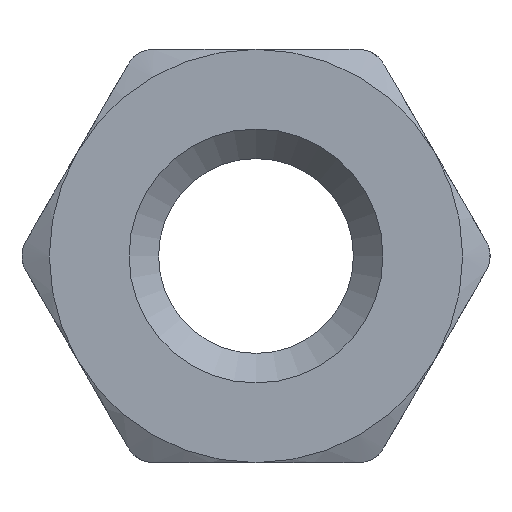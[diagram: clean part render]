
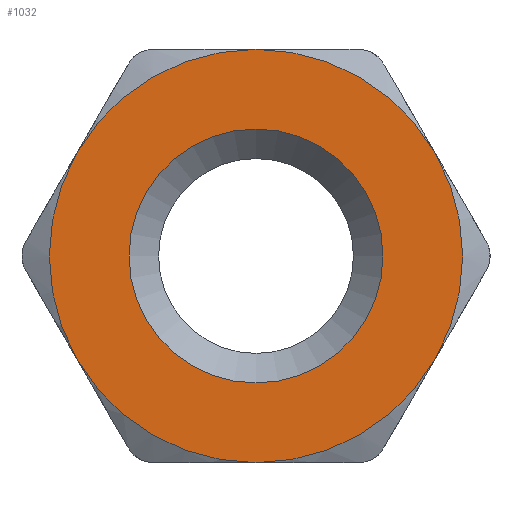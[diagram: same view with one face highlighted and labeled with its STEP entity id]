
A CAD part, front view. The second image highlights one B-rep face of the part: STEP entity #1032.
In plain terms, the highlighted planar face has unit normal (0, -1, 0).
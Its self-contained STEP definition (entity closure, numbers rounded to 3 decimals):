
#10 = CARTESIAN_POINT ( 'NONE',  ( 0., -1.6, 0. ) ) ;
#11 = CARTESIAN_POINT ( 'NONE',  ( 0., -1.6, 0. ) ) ;
#78 = ORIENTED_EDGE ( 'NONE', *, *, #1783, .T. ) ;
#127 = DIRECTION ( 'NONE',  ( 0., -1., 0. ) ) ;
#152 = CARTESIAN_POINT ( 'NONE',  ( 3.031, -1.6, 1.75 ) ) ;
#216 = EDGE_CURVE ( 'NONE', #615, #615, #617, .T. ) ;
#229 = ORIENTED_EDGE ( 'NONE', *, *, #216, .T. ) ;
#237 = DIRECTION ( 'NONE',  ( 0., -1., 0. ) ) ;
#271 = DIRECTION ( 'NONE',  ( 0., -1., 0. ) ) ;
#296 = FACE_BOUND ( 'NONE', #382, .T. ) ;
#331 = VERTEX_POINT ( 'NONE', #997 ) ;
#377 = CIRCLE ( 'NONE', #396, 3.5 ) ;
#382 = EDGE_LOOP ( 'NONE', ( #229 ) ) ;
#396 = AXIS2_PLACEMENT_3D ( 'NONE', #1561, #127, #489 ) ;
#439 = EDGE_CURVE ( 'NONE', #463, #458, #1365, .T. ) ;
#454 = CARTESIAN_POINT ( 'NONE',  ( -3.031, -1.6, -1.75 ) ) ;
#458 = VERTEX_POINT ( 'NONE', #1215 ) ;
#461 = EDGE_LOOP ( 'NONE', ( #1542, #1819, #579, #1825, #1172, #78 ) ) ;
#463 = VERTEX_POINT ( 'NONE', #454 ) ;
#489 = DIRECTION ( 'NONE',  ( 0., 0., 1. ) ) ;
#495 = AXIS2_PLACEMENT_3D ( 'NONE', #640, #237, #1991 ) ;
#508 = AXIS2_PLACEMENT_3D ( 'NONE', #1881, #1591, #610 ) ;
#569 = EDGE_CURVE ( 'NONE', #1466, #1497, #1196, .T. ) ;
#579 = ORIENTED_EDGE ( 'NONE', *, *, #960, .T. ) ;
#610 = DIRECTION ( 'NONE',  ( 0., 0., 1. ) ) ;
#615 = VERTEX_POINT ( 'NONE', #1951 ) ;
#617 = CIRCLE ( 'NONE', #1534, 2.15 ) ;
#640 = CARTESIAN_POINT ( 'NONE',  ( 0., -1.6, 0. ) ) ;
#652 = AXIS2_PLACEMENT_3D ( 'NONE', #1354, #1202, #720 ) ;
#663 = CIRCLE ( 'NONE', #495, 3.5 ) ;
#720 = DIRECTION ( 'NONE',  ( 0., 0., 1. ) ) ;
#729 = CARTESIAN_POINT ( 'NONE',  ( 0., -1.6, 0. ) ) ;
#744 = EDGE_CURVE ( 'NONE', #1497, #1437, #377, .T. ) ;
#769 = EDGE_CURVE ( 'NONE', #458, #331, #1589, .T. ) ;
#790 = CARTESIAN_POINT ( 'NONE',  ( -3.031, -1.6, 1.75 ) ) ;
#904 = DIRECTION ( 'NONE',  ( 0., -1., 0. ) ) ;
#960 = EDGE_CURVE ( 'NONE', #1437, #463, #663, .T. ) ;
#963 = DIRECTION ( 'NONE',  ( 0., 0., 1. ) ) ;
#969 = DIRECTION ( 'NONE',  ( 0., 0., 1. ) ) ;
#997 = CARTESIAN_POINT ( 'NONE',  ( 3.031, -1.6, -1.75 ) ) ;
#1032 = ADVANCED_FACE ( 'NONE', ( #296, #2034 ), #1050, .F. ) ;
#1050 = PLANE ( 'NONE',  #652 ) ;
#1070 = AXIS2_PLACEMENT_3D ( 'NONE', #1529, #904, #1861 ) ;
#1172 = ORIENTED_EDGE ( 'NONE', *, *, #769, .T. ) ;
#1196 = CIRCLE ( 'NONE', #1282, 3.5 ) ;
#1202 = DIRECTION ( 'NONE',  ( 0., 1., 0. ) ) ;
#1215 = CARTESIAN_POINT ( 'NONE',  ( 0., -1.6, -3.5 ) ) ;
#1282 = AXIS2_PLACEMENT_3D ( 'NONE', #729, #271, #1706 ) ;
#1354 = CARTESIAN_POINT ( 'NONE',  ( 0., -1.6, 0. ) ) ;
#1365 = CIRCLE ( 'NONE', #1070, 3.5 ) ;
#1411 = CARTESIAN_POINT ( 'NONE',  ( 0., -1.6, 3.5 ) ) ;
#1437 = VERTEX_POINT ( 'NONE', #790 ) ;
#1466 = VERTEX_POINT ( 'NONE', #152 ) ;
#1497 = VERTEX_POINT ( 'NONE', #1411 ) ;
#1529 = CARTESIAN_POINT ( 'NONE',  ( 0., -1.6, 0. ) ) ;
#1534 = AXIS2_PLACEMENT_3D ( 'NONE', #10, #1917, #969 ) ;
#1542 = ORIENTED_EDGE ( 'NONE', *, *, #569, .T. ) ;
#1561 = CARTESIAN_POINT ( 'NONE',  ( 0., -1.6, 0. ) ) ;
#1589 = CIRCLE ( 'NONE', #508, 3.5 ) ;
#1591 = DIRECTION ( 'NONE',  ( 0., -1., 0. ) ) ;
#1594 = DIRECTION ( 'NONE',  ( 0., -1., 0. ) ) ;
#1706 = DIRECTION ( 'NONE',  ( 1., 0., 0. ) ) ;
#1783 = EDGE_CURVE ( 'NONE', #331, #1466, #1842, .T. ) ;
#1819 = ORIENTED_EDGE ( 'NONE', *, *, #744, .T. ) ;
#1825 = ORIENTED_EDGE ( 'NONE', *, *, #439, .T. ) ;
#1842 = CIRCLE ( 'NONE', #1869, 3.5 ) ;
#1861 = DIRECTION ( 'NONE',  ( 0., 0., 1. ) ) ;
#1869 = AXIS2_PLACEMENT_3D ( 'NONE', #11, #1594, #963 ) ;
#1881 = CARTESIAN_POINT ( 'NONE',  ( 0., -1.6, 0. ) ) ;
#1917 = DIRECTION ( 'NONE',  ( 0., 1., 0. ) ) ;
#1951 = CARTESIAN_POINT ( 'NONE',  ( 0., -1.6, 2.15 ) ) ;
#1991 = DIRECTION ( 'NONE',  ( 0., 0., 1. ) ) ;
#2034 = FACE_OUTER_BOUND ( 'NONE', #461, .T. ) ;
